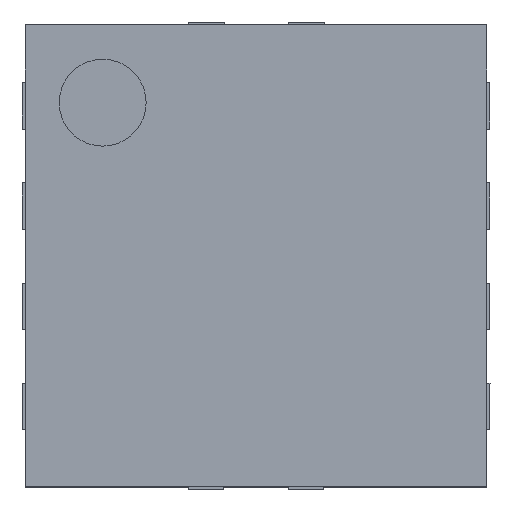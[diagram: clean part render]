
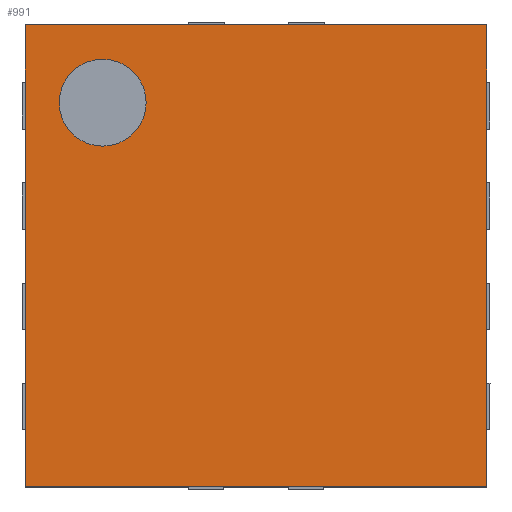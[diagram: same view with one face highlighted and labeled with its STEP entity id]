
A CAD part, top view. The second image highlights one B-rep face of the part: STEP entity #991.
In plain terms, the highlighted planar face has unit normal (0, 0, 1).
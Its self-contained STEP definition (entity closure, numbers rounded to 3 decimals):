
#567 = CARTESIAN_POINT ( 'NONE',  ( 3., 0., 1. ) ) ;
#660 = EDGE_CURVE ( 'NONE', #1110, #810, #1930, .T. ) ;
#696 = VECTOR ( 'NONE', #4797, 1000. ) ;
#810 = VERTEX_POINT ( 'NONE', #567 ) ;
#933 = VERTEX_POINT ( 'NONE', #3287 ) ;
#969 = VERTEX_POINT ( 'NONE', #1437 ) ;
#991 = ADVANCED_FACE ( 'NONE', ( #3599, #6004 ), #2812, .T. ) ;
#1011 = LINE ( 'NONE', #5931, #2231 ) ;
#1064 = DIRECTION ( 'NONE',  ( -1., 0., 0. ) ) ;
#1110 = VERTEX_POINT ( 'NONE', #1751 ) ;
#1217 = CIRCLE ( 'NONE', #3947, 0.282 ) ;
#1295 = DIRECTION ( 'NONE',  ( 0., 0., 1. ) ) ;
#1437 = CARTESIAN_POINT ( 'NONE',  ( 0.223, 0.504, 1. ) ) ;
#1494 = CARTESIAN_POINT ( 'NONE',  ( 1.5, 3., 1. ) ) ;
#1545 = AXIS2_PLACEMENT_3D ( 'NONE', #2361, #1295, #1870 ) ;
#1557 = ORIENTED_EDGE ( 'NONE', *, *, #2030, .F. ) ;
#1721 = EDGE_CURVE ( 'NONE', #933, #969, #2996, .T. ) ;
#1751 = CARTESIAN_POINT ( 'NONE',  ( 3., 3., 1. ) ) ;
#1763 = VERTEX_POINT ( 'NONE', #2816 ) ;
#1870 = DIRECTION ( 'NONE',  ( 1., 0., 0. ) ) ;
#1930 = LINE ( 'NONE', #4088, #5571 ) ;
#2030 = EDGE_CURVE ( 'NONE', #810, #1763, #2836, .T. ) ;
#2037 = CARTESIAN_POINT ( 'NONE',  ( 0., 3., 1. ) ) ;
#2231 = VECTOR ( 'NONE', #4468, 1000. ) ;
#2361 = CARTESIAN_POINT ( 'NONE',  ( 0., 0., 1. ) ) ;
#2569 = CARTESIAN_POINT ( 'NONE',  ( 0.505, 0.504, 1. ) ) ;
#2812 = PLANE ( 'NONE',  #1545 ) ;
#2816 = CARTESIAN_POINT ( 'NONE',  ( 0., 0., 1. ) ) ;
#2836 = LINE ( 'NONE', #3876, #5412 ) ;
#2911 = ORIENTED_EDGE ( 'NONE', *, *, #1721, .T. ) ;
#2996 = CIRCLE ( 'NONE', #3817, 0.282 ) ;
#3047 = DIRECTION ( 'NONE',  ( -1., 0., 0. ) ) ;
#3125 = ORIENTED_EDGE ( 'NONE', *, *, #3813, .T. ) ;
#3268 = ORIENTED_EDGE ( 'NONE', *, *, #660, .F. ) ;
#3287 = CARTESIAN_POINT ( 'NONE',  ( 0.788, 0.504, 1. ) ) ;
#3368 = EDGE_CURVE ( 'NONE', #1763, #3744, #1011, .T. ) ;
#3599 = FACE_OUTER_BOUND ( 'NONE', #5704, .T. ) ;
#3632 = DIRECTION ( 'NONE',  ( 0., -1., 0. ) ) ;
#3744 = VERTEX_POINT ( 'NONE', #2037 ) ;
#3813 = EDGE_CURVE ( 'NONE', #969, #933, #1217, .T. ) ;
#3817 = AXIS2_PLACEMENT_3D ( 'NONE', #6120, #5662, #4686 ) ;
#3876 = CARTESIAN_POINT ( 'NONE',  ( 1.5, 0., 1. ) ) ;
#3947 = AXIS2_PLACEMENT_3D ( 'NONE', #2569, #5928, #3047 ) ;
#4088 = CARTESIAN_POINT ( 'NONE',  ( 3., 1.5, 1. ) ) ;
#4320 = LINE ( 'NONE', #1494, #696 ) ;
#4454 = EDGE_LOOP ( 'NONE', ( #3125, #2911 ) ) ;
#4468 = DIRECTION ( 'NONE',  ( 0., 1., 0. ) ) ;
#4686 = DIRECTION ( 'NONE',  ( -1., 0., 0. ) ) ;
#4797 = DIRECTION ( 'NONE',  ( 1., 0., 0. ) ) ;
#5107 = EDGE_CURVE ( 'NONE', #3744, #1110, #4320, .T. ) ;
#5412 = VECTOR ( 'NONE', #1064, 1000. ) ;
#5571 = VECTOR ( 'NONE', #3632, 1000. ) ;
#5615 = ORIENTED_EDGE ( 'NONE', *, *, #5107, .F. ) ;
#5635 = ORIENTED_EDGE ( 'NONE', *, *, #3368, .F. ) ;
#5662 = DIRECTION ( 'NONE',  ( 0., 0., -1. ) ) ;
#5704 = EDGE_LOOP ( 'NONE', ( #1557, #3268, #5615, #5635 ) ) ;
#5928 = DIRECTION ( 'NONE',  ( 0., 0., -1. ) ) ;
#5931 = CARTESIAN_POINT ( 'NONE',  ( 0., 1.5, 1. ) ) ;
#6004 = FACE_BOUND ( 'NONE', #4454, .T. ) ;
#6120 = CARTESIAN_POINT ( 'NONE',  ( 0.505, 0.504, 1. ) ) ;
